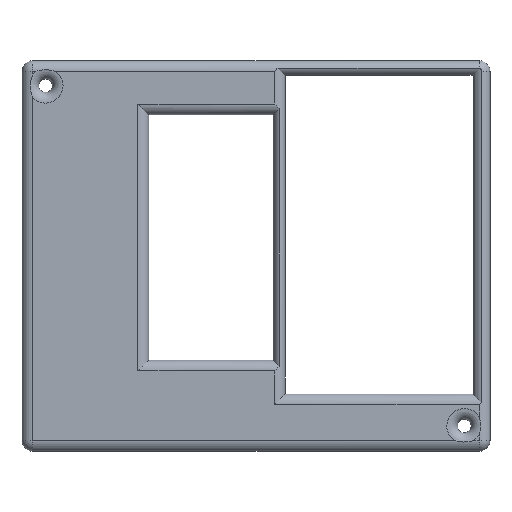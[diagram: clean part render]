
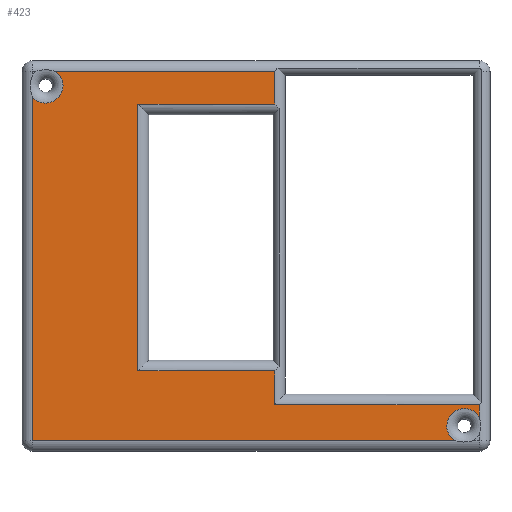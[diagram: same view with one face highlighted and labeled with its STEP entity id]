
A CAD part, top view. The second image highlights one B-rep face of the part: STEP entity #423.
In plain terms, the highlighted planar face has unit normal (0, 0, 1).
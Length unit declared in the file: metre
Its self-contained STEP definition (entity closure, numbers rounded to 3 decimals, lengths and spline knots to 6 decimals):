
#49=CIRCLE('',#460,0.004);
#50=CIRCLE('',#461,0.004);
#69=ORIENTED_EDGE('',*,*,#199,.T.);
#70=ORIENTED_EDGE('',*,*,#200,.T.);
#71=ORIENTED_EDGE('',*,*,#201,.T.);
#72=ORIENTED_EDGE('',*,*,#202,.T.);
#73=ORIENTED_EDGE('',*,*,#203,.T.);
#74=ORIENTED_EDGE('',*,*,#204,.T.);
#75=ORIENTED_EDGE('',*,*,#205,.T.);
#76=ORIENTED_EDGE('',*,*,#206,.T.);
#77=ORIENTED_EDGE('',*,*,#207,.T.);
#78=ORIENTED_EDGE('',*,*,#208,.T.);
#79=ORIENTED_EDGE('',*,*,#209,.T.);
#80=ORIENTED_EDGE('',*,*,#210,.T.);
#199=EDGE_CURVE('',#264,#265,#306,.T.);
#200=EDGE_CURVE('',#265,#266,#49,.F.);
#201=EDGE_CURVE('',#266,#267,#307,.F.);
#202=EDGE_CURVE('',#267,#268,#308,.T.);
#203=EDGE_CURVE('',#268,#269,#309,.F.);
#204=EDGE_CURVE('',#269,#270,#310,.T.);
#205=EDGE_CURVE('',#270,#271,#311,.F.);
#206=EDGE_CURVE('',#271,#272,#312,.F.);
#207=EDGE_CURVE('',#272,#273,#313,.F.);
#208=EDGE_CURVE('',#273,#274,#314,.F.);
#209=EDGE_CURVE('',#274,#275,#50,.F.);
#210=EDGE_CURVE('',#275,#264,#315,.T.);
#264=VERTEX_POINT('',#654);
#265=VERTEX_POINT('',#655);
#266=VERTEX_POINT('',#657);
#267=VERTEX_POINT('',#659);
#268=VERTEX_POINT('',#661);
#269=VERTEX_POINT('',#663);
#270=VERTEX_POINT('',#665);
#271=VERTEX_POINT('',#667);
#272=VERTEX_POINT('',#669);
#273=VERTEX_POINT('',#671);
#274=VERTEX_POINT('',#673);
#275=VERTEX_POINT('',#675);
#306=LINE('',#653,#335);
#307=LINE('',#658,#336);
#308=LINE('',#660,#337);
#309=LINE('',#662,#338);
#310=LINE('',#664,#339);
#311=LINE('',#666,#340);
#312=LINE('',#668,#341);
#313=LINE('',#670,#342);
#314=LINE('',#672,#343);
#315=LINE('',#676,#344);
#335=VECTOR('',#519,1.);
#336=VECTOR('',#522,1.);
#337=VECTOR('',#523,1.);
#338=VECTOR('',#524,1.);
#339=VECTOR('',#525,1.);
#340=VECTOR('',#526,1.);
#341=VECTOR('',#527,1.);
#342=VECTOR('',#528,1.);
#343=VECTOR('',#529,1.);
#344=VECTOR('',#532,1.);
#363=EDGE_LOOP('',(#69,#70,#71,#72,#73,#74,#75,#76,#77,#78,#79,#80));
#391=FACE_BOUND('',#363,.T.);
#419=PLANE('',#459);
#423=ADVANCED_FACE('',(#391),#419,.T.);
#459=AXIS2_PLACEMENT_3D('',#652,#517,#518);
#460=AXIS2_PLACEMENT_3D('',#656,#520,#521);
#461=AXIS2_PLACEMENT_3D('',#674,#530,#531);
#517=DIRECTION('',(0.,0.,1.));
#518=DIRECTION('',(1.,0.,0.));
#519=DIRECTION('',(1.,0.,0.));
#520=DIRECTION('',(0.,0.,1.));
#521=DIRECTION('',(1.,0.,0.));
#522=DIRECTION('',(0.,-1.,0.));
#523=DIRECTION('',(-1.,0.,0.));
#524=DIRECTION('',(0.,-1.,0.));
#525=DIRECTION('',(-1.,0.,0.));
#526=DIRECTION('',(0.,-1.,0.));
#527=DIRECTION('',(-1.,0.,0.));
#528=DIRECTION('',(0.,-1.,0.));
#529=DIRECTION('',(1.,0.,0.));
#530=DIRECTION('',(0.,0.,1.));
#531=DIRECTION('',(1.,0.,0.));
#532=DIRECTION('',(0.,-1.,0.));
#652=CARTESIAN_POINT('',(0.,0.004,0.002));
#653=CARTESIAN_POINT('',(0.05375,-0.038375,0.002));
#654=CARTESIAN_POINT('',(-0.05125,-0.038375,0.002));
#655=CARTESIAN_POINT('',(0.04562,-0.038375,0.002));
#656=CARTESIAN_POINT('',(0.04779,-0.035015,0.002));
#657=CARTESIAN_POINT('',(0.05125,-0.033008,0.002));
#658=CARTESIAN_POINT('',(0.05125,0.004,0.002));
#659=CARTESIAN_POINT('',(0.05125,-0.030125,0.002));
#660=CARTESIAN_POINT('',(0.00675,-0.030125,0.002));
#661=CARTESIAN_POINT('',(0.00425,-0.030125,0.002));
#662=CARTESIAN_POINT('',(0.00425,0.004,0.002));
#663=CARTESIAN_POINT('',(0.00425,-0.022375,0.002));
#664=CARTESIAN_POINT('',(-0.0246,-0.022375,0.002));
#665=CARTESIAN_POINT('',(-0.0271,-0.022375,0.002));
#666=CARTESIAN_POINT('',(-0.0271,0.004,0.002));
#667=CARTESIAN_POINT('',(-0.0271,0.038875,0.002));
#668=CARTESIAN_POINT('',(0.,0.038875,0.002));
#669=CARTESIAN_POINT('',(0.00425,0.038875,0.002));
#670=CARTESIAN_POINT('',(0.00425,0.004,0.002));
#671=CARTESIAN_POINT('',(0.00425,0.046375,0.002));
#672=CARTESIAN_POINT('',(0.,0.046375,0.002));
#673=CARTESIAN_POINT('',(-0.046029,0.046375,0.002));
#674=CARTESIAN_POINT('',(-0.04829,0.043075,0.002));
#675=CARTESIAN_POINT('',(-0.05125,0.040385,0.002));
#676=CARTESIAN_POINT('',(-0.05125,-0.040875,0.002));
